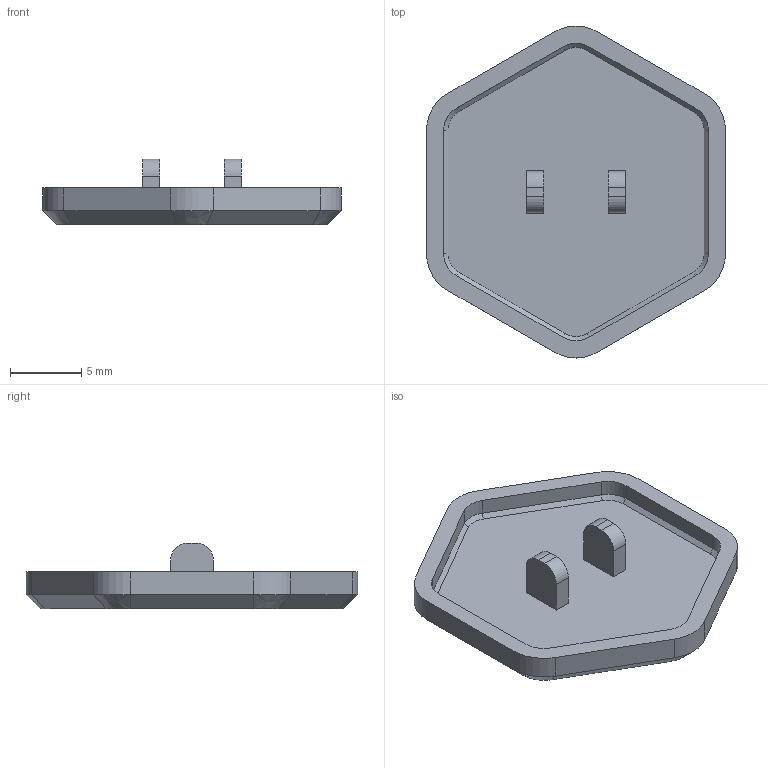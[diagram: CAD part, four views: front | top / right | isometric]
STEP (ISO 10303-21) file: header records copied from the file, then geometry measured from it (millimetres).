
FILE_DESCRIPTION(/* description */ ('STEP AP242','CAx-IF Rec.Pracs.---Representation and Presentation of Product Manufacturing Information (PMI)---4.0---2014-10-13','CAx-IF Rec.Pracs.---3D Tessellated Geometry---0.4---2014-09-14','2;1'),/* implementation_level */ '2;1');
FILE_NAME(/* name */ '656124a4a092d53e3cc551ad',/* time_stamp */ '2023-11-24T22:33:08Z',/* author */ (''),/* organization */ (''),/* preprocessor_version */ 'ST-DEVELOPER v19.4',/* originating_system */ ' ',/* authorisation */ ' ');
FILE_SCHEMA (('AP242_MANAGED_MODEL_BASED_3D_ENGINEERING_MIM_LF { 1 0 10303 442 1 1 4 }'));
Length unit declared in the file: metre
Products named in the file (1): Part 1
Bounding box: 20.96 x 23.27 x 4.6 mm (x, y, z)
Volume: 556.9 mm3; surface area: 1025.6 mm2
Topology: 1 solids, 1 shells, 65 faces, 156 edges, 96 vertices
Faces by surface type: plane 37, cylinder 16, cone 12
Entity records: 1884 total; most frequent: DIRECTION 332, CARTESIAN_POINT 318, ORIENTED_EDGE 312, EDGE_CURVE 156, LINE 112, VECTOR 112, AXIS2_PLACEMENT_3D 110, VERTEX_POINT 96
